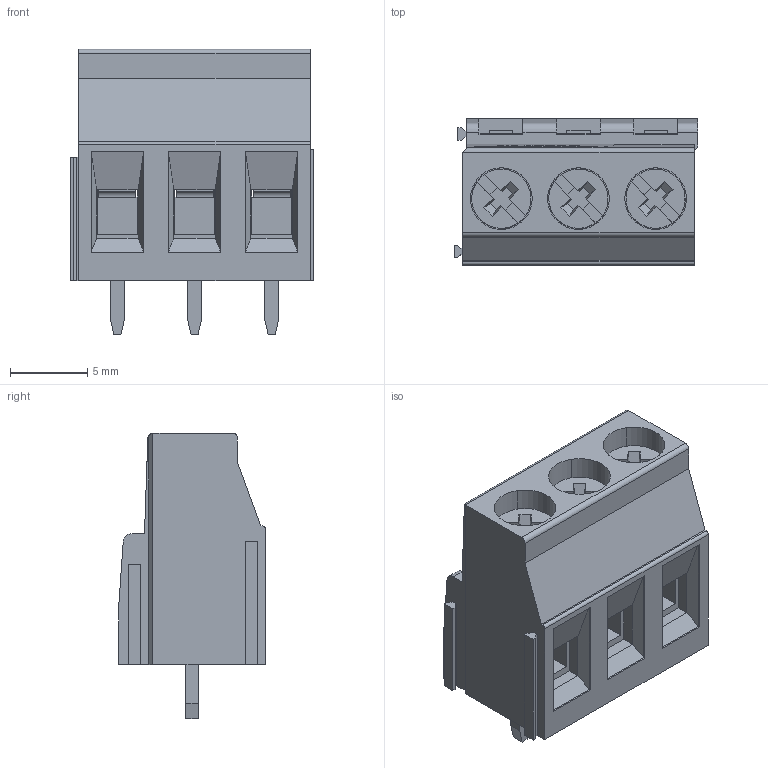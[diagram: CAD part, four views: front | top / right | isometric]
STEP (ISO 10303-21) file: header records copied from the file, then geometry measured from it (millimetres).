
FILE_DESCRIPTION(('STEP AP214'),'1');
FILE_NAME('cctmp_820E001D-C8DE-4421-AA51-5EC7FCB3C045_2023_06_14_12_05_53_0291_13100..stp','2023-06-14T12:05:53',('PHOENIX CONTACT Deutschland GmbH'),('CADClick - www.CADClick.com'),'Spatial InterOp 3D',' ','unknown authorization');
FILE_SCHEMA(('AUTOMOTIVE_DESIGN'));
Length unit declared in the file: millimetre
Products named in the file (11): 2023_06_14_12_05_52_0789; 2023_06_14_12_05_53_0291; 2023_06_14_12_05_53_0274; 2023_06_14_12_05_53_0258; 2023_06_14_12_05_53_0242; 2023_06_14_12_05_53_0227; 2023_06_14_12_05_53_0211; 2023_06_14_12_05_53_0196; 2023_06_14_12_05_53_0180; 2023_06_14_12_05_53_0164; 2023_06_14_12_05_53_0117
Assembly tree (10 placements, depth 2):
  2023_06_14_12_05_52_0789
    2023_06_14_12_05_53_0291
    2023_06_14_12_05_53_0274
    2023_06_14_12_05_53_0258
    2023_06_14_12_05_53_0242
    2023_06_14_12_05_53_0227
    2023_06_14_12_05_53_0211
    2023_06_14_12_05_53_0196
    2023_06_14_12_05_53_0180
    2023_06_14_12_05_53_0164
    2023_06_14_12_05_53_0117
Bounding box: 15.82 x 9.5 x 18.5 mm (x, y, z)
Volume: 1276.5 mm3; surface area: 3029.8 mm2
Topology: 10 solids, 10 shells, 864 faces, 2383 edges, 1568 vertices
Faces by surface type: plane 762, cylinder 69, extrusion 30, bspline 3
Entity records: 37575 total; most frequent: CARTESIAN_POINT 6297, ORIENTED_EDGE 4766, DIRECTION 4215, EDGE_CURVE 2383, VECTOR 2155, LINE 2125, VERTEX_POINT 1568, STYLED_ITEM 1264
